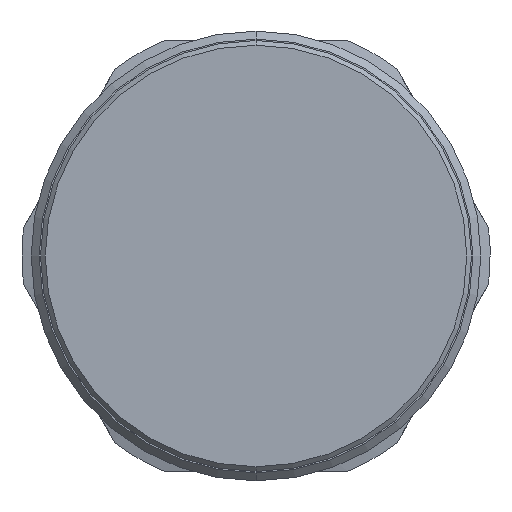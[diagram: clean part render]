
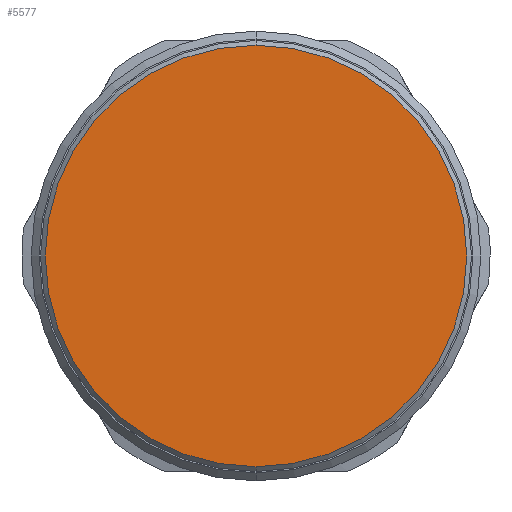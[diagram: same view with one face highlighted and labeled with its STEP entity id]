
A CAD part, front view. The second image highlights one B-rep face of the part: STEP entity #5577.
In plain terms, the highlighted planar face has unit normal (0, -1, 0).
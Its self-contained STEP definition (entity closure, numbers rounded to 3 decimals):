
#3262 = CARTESIAN_POINT ( 'NONE',  ( 0., -62., -22.5 ) ) ;
#3286 = CARTESIAN_POINT ( 'NONE',  ( 0., -62., 22.5 ) ) ;
#3316 = DIRECTION ( 'NONE',  ( 0., 0., 1. ) ) ;
#3317 = DIRECTION ( 'NONE',  ( 0., -1., 0. ) ) ;
#3318 = CARTESIAN_POINT ( 'NONE',  ( 0., -62., 0. ) ) ;
#3319 = AXIS2_PLACEMENT_3D ( 'NONE', #3318, #3317, #3316 ) ;
#3320 = CIRCLE ( 'NONE', #3319, 22.5 ) ;
#3814 = DIRECTION ( 'NONE',  ( 0., 0., 1. ) ) ;
#3815 = DIRECTION ( 'NONE',  ( 0., -1., 0. ) ) ;
#3816 = AXIS2_PLACEMENT_3D ( 'NONE', #3822, #3815, #3814 ) ;
#3817 = CIRCLE ( 'NONE', #3816, 22.5 ) ;
#3822 = CARTESIAN_POINT ( 'NONE',  ( 0., -62., 0. ) ) ;
#3836 = DIRECTION ( 'NONE',  ( 0., 0., 1. ) ) ;
#3837 = DIRECTION ( 'NONE',  ( 0., 1., 0. ) ) ;
#3838 = CARTESIAN_POINT ( 'NONE',  ( 0., -62., 0. ) ) ;
#3839 = AXIS2_PLACEMENT_3D ( 'NONE', #3838, #3837, #3836 ) ;
#3840 = PLANE ( 'NONE',  #3839 ) ;
#3841 = FACE_OUTER_BOUND ( 'NONE', #5561, .T. ) ;
#4501 = VERTEX_POINT ( 'NONE', #3286 ) ;
#4513 = VERTEX_POINT ( 'NONE', #3262 ) ;
#4518 = EDGE_CURVE ( 'NONE', #4513, #4501, #3320, .T. ) ;
#5561 = EDGE_LOOP ( 'NONE', ( #5563, #5565 ) ) ;
#5563 = ORIENTED_EDGE ( 'NONE', *, *, #5564, .T. ) ;
#5564 = EDGE_CURVE ( 'NONE', #4501, #4513, #3817, .T. ) ;
#5565 = ORIENTED_EDGE ( 'NONE', *, *, #4518, .T. ) ;
#5577 = ADVANCED_FACE ( 'NONE', ( #3841 ), #3840, .F. ) ;
